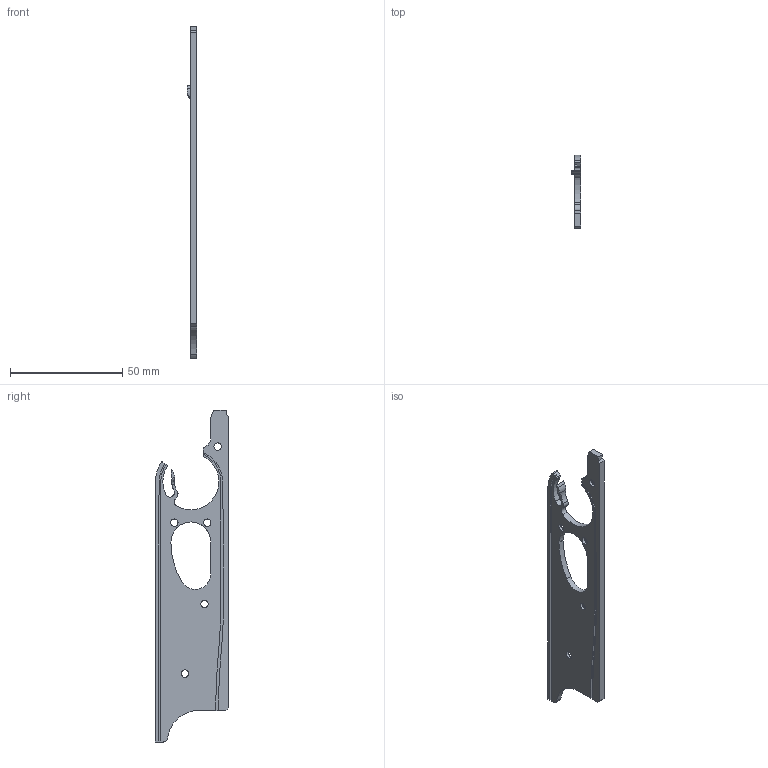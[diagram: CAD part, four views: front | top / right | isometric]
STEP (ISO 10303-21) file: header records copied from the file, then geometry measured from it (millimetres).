
FILE_DESCRIPTION(/* description */ ('','CAx-IF Rec.Pracs.---Representation and Presentation of Product Manufacturing Information (PMI)---4.0---2014-10-13'),/* implementation_level */ '2;1');
FILE_NAME(/* name */ '',/* time_stamp */ '2020-01-07T13:18:04-05:00',/* author */ (''),/* organization */ (''),/* preprocessor_version */ 'ST-DEVELOPER v18',/* originating_system */ '',/* authorisation */ '');
FILE_SCHEMA (('AP242_MANAGED_MODEL_BASED_3D_ENGINEERING_MIM_LF { 1 0 10303 442 1 1 4 }'));
Length unit declared in the file: inch
Products named in the file (1): Frame 2
Bounding box: 4.2 x 32.61 x 148 mm (x, y, z)
Volume: 7708.1 mm3; surface area: 8051 mm2
Topology: 1 solids, 1 shells, 287 faces, 759 edges, 499 vertices
Faces by surface type: plane 122, bspline 118, cylinder 42, cone 5
Full cylindrical faces by diameter (mm): 3.3 x5
Entity records: 12206 total; most frequent: CARTESIAN_POINT 5692, ORIENTED_EDGE 1518, DIRECTION 982, EDGE_CURVE 759, VERTEX_POINT 499, LINE 408, VECTOR 408, EDGE_LOOP 324
